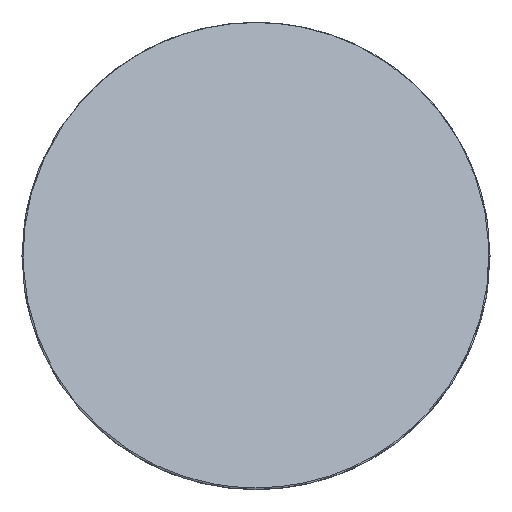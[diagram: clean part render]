
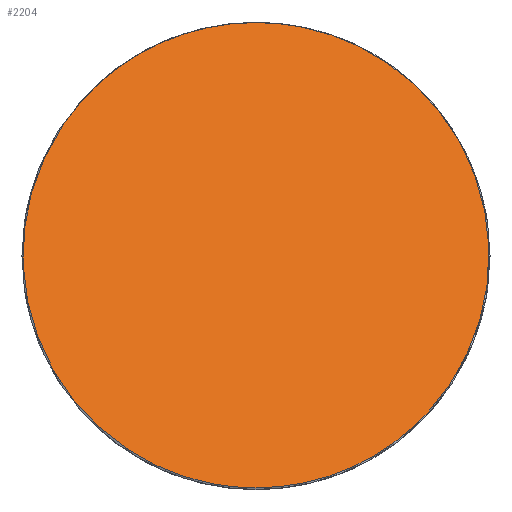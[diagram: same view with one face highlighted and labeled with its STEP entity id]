
A CAD part, top view. The second image highlights one B-rep face of the part: STEP entity #2204.
In plain terms, the highlighted planar face has unit normal (0, 0.707, 0.707).
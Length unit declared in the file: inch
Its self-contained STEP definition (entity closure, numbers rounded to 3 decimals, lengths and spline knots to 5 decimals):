
#561 = CARTESIAN_POINT ( 'NONE',  ( 0.32094, -0.94216, 1.27622 ) ) ;
#615 = CARTESIAN_POINT ( 'NONE',  ( 0.99592, 0.06804, 0.26603 ) ) ;
#668 = CARTESIAN_POINT ( 'NONE',  ( 0.32027, 0.94647, -0.6124 ) ) ;
#718 = CARTESIAN_POINT ( 'NONE',  ( -0.79188, 0.61036, -0.2763 ) ) ;
#776 = CARTESIAN_POINT ( 'NONE',  ( -0.79188, -0.6046, 0.93866 ) ) ;
#1807 = CARTESIAN_POINT ( 'NONE',  ( 0.49914, -0.86139, 1.19546 ) ) ;
#1859 = CARTESIAN_POINT ( 'NONE',  ( 0.96408, 0.26108, 0.07298 ) ) ;
#1910 = CARTESIAN_POINT ( 'NONE',  ( -0.06515, 0.99681, -0.66274 ) ) ;
#1916 = CARTESIAN_POINT ( 'NONE',  ( 0.22622, 0.97332, -0.63925 ) ) ;
#1968 = CARTESIAN_POINT ( 'NONE',  ( -0.89518, 0.4442, -0.11014 ) ) ;
#2027 = CARTESIAN_POINT ( 'NONE',  ( -0.65816, -0.74741, 1.08148 ) ) ;
#2204 = ADVANCED_FACE ( 'NONE', ( #7672 ), #12679, .T. ) ;
#3041 = CARTESIAN_POINT ( 'NONE',  ( 0.65815, -0.74741, 1.08148 ) ) ;
#3097 = CARTESIAN_POINT ( 'NONE',  ( 0.89518, 0.4442, -0.11014 ) ) ;
#3147 = CARTESIAN_POINT ( 'NONE',  ( -0.13, 0.99082, -0.65675 ) ) ;
#3153 = CARTESIAN_POINT ( 'NONE',  ( 0.06507, 0.99881, -0.66474 ) ) ;
#3205 = CARTESIAN_POINT ( 'NONE',  ( -0.96407, 0.26108, 0.07299 ) ) ;
#3267 = CARTESIAN_POINT ( 'NONE',  ( -0.49914, -0.86139, 1.19546 ) ) ;
#4326 = CARTESIAN_POINT ( 'NONE',  ( 0.79188, -0.6046, 0.93866 ) ) ;
#4381 = CARTESIAN_POINT ( 'NONE',  ( 0.79188, 0.61036, -0.2763 ) ) ;
#4433 = CARTESIAN_POINT ( 'NONE',  ( -0.25814, 0.96697, -0.63291 ) ) ;
#4492 = CARTESIAN_POINT ( 'NONE',  ( -0.99592, 0.06804, 0.26603 ) ) ;
#4546 = CARTESIAN_POINT ( 'NONE',  ( -0.35103, -0.9297, 1.26376 ) ) ;
#4550 = CARTESIAN_POINT ( 'NONE',  ( 0., -0.99304, 1.32711 ) ) ;
#5202 = CARTESIAN_POINT ( 'NONE',  ( -3.32677, 1.00039, -0.66632 ) ) ;
#5213 = EDGE_CURVE ( 'NONE', #10586, #11843, #11071, .T. ) ;
#5318 = B_SPLINE_CURVE_WITH_KNOTS ( 'NONE', 3,
 ( #5523, #12997, #15517, #8020, #561, #9289, #1807, #10549, #3041, #11811, #4326, #13053, #5574, #14295, #6827, #15572, #8073, #615, #9345, #1859, #10603, #3097, #11863, #4381, #13110, #5630, #14349, #6883, #15632, #8126, #668, #9407, #1916, #10657, #3153, #11923 ),
 .UNSPECIFIED., .F., .F.,
 ( 4, 2, 2, 2, 2, 2, 2, 2, 2, 2, 2, 2, 2, 2, 2, 2, 2, 4 ),
 ( 0.5, 0.53125, 0.5625, 0.59375, 0.625, 0.65625, 0.6875, 0.71875, 0.75, 0.78125, 0.8125, 0.84375, 0.875, 0.90625, 0.9375, 0.95313, 0.96875, 1. ),
 .UNSPECIFIED. ) ;
#5523 = CARTESIAN_POINT ( 'NONE',  ( 0., -0.99304, 1.32711 ) ) ;
#5574 = CARTESIAN_POINT ( 'NONE',  ( 0.89518, -0.43844, 0.7725 ) ) ;
#5630 = CARTESIAN_POINT ( 'NONE',  ( 0.65816, 0.75318, -0.41911 ) ) ;
#5682 = CARTESIAN_POINT ( 'NONE',  ( -0.44131, 0.89807, -0.564 ) ) ;
#5741 = CARTESIAN_POINT ( 'NONE',  ( -0.9895, -0.12751, 0.46157 ) ) ;
#5802 = CARTESIAN_POINT ( 'NONE',  ( -0.25793, -0.95961, 1.29368 ) ) ;
#6217 = ORIENTED_EDGE ( 'NONE', *, *, #13419, .T. ) ;
#6399 = EDGE_LOOP ( 'NONE', ( #9433, #6217 ) ) ;
#6446 = DIRECTION ( 'NONE',  ( 0., 0.707, 0.707 ) ) ;
#6617 = CARTESIAN_POINT ( 'NONE',  ( 0., 0.99881, -0.66474 ) ) ;
#6827 = CARTESIAN_POINT ( 'NONE',  ( 0.96407, -0.25532, 0.58938 ) ) ;
#6876 = CARTESIAN_POINT ( 'NONE',  ( -0.01632, 0.99881, -0.66474 ) ) ;
#6883 = CARTESIAN_POINT ( 'NONE',  ( 0.49914, 0.86716, -0.53309 ) ) ;
#6932 = CARTESIAN_POINT ( 'NONE',  ( -0.60747, 0.79477, -0.4607 ) ) ;
#6989 = CARTESIAN_POINT ( 'NONE',  ( -0.94505, -0.31804, 0.65211 ) ) ;
#7050 = CARTESIAN_POINT ( 'NONE',  ( -0.13045, -0.9866, 1.32067 ) ) ;
#7672 = FACE_OUTER_BOUND ( 'NONE', #6399, .T. ) ;
#8020 = CARTESIAN_POINT ( 'NONE',  ( 0.25814, -0.96121, 1.29527 ) ) ;
#8073 = CARTESIAN_POINT ( 'NONE',  ( 0.99592, -0.06227, 0.39634 ) ) ;
#8121 = CARTESIAN_POINT ( 'NONE',  ( 0., 0.99881, -0.66474 ) ) ;
#8126 = CARTESIAN_POINT ( 'NONE',  ( 0.35103, 0.93546, -0.60139 ) ) ;
#8181 = CARTESIAN_POINT ( 'NONE',  ( -0.75029, 0.66104, -0.32697 ) ) ;
#8237 = CARTESIAN_POINT ( 'NONE',  ( -0.86428, -0.49625, 0.83031 ) ) ;
#8296 = CARTESIAN_POINT ( 'NONE',  ( 0., -0.99304, 1.32711 ) ) ;
#8849 = AXIS2_PLACEMENT_3D ( 'NONE', #5202, #6446, #15187 ) ;
#9289 = CARTESIAN_POINT ( 'NONE',  ( 0.44131, -0.8923, 1.22637 ) ) ;
#9345 = CARTESIAN_POINT ( 'NONE',  ( 0.9895, 0.13327, 0.20079 ) ) ;
#9401 = CARTESIAN_POINT ( 'NONE',  ( -0.03257, 0.99841, -0.66434 ) ) ;
#9407 = CARTESIAN_POINT ( 'NONE',  ( 0.25793, 0.96538, -0.63131 ) ) ;
#9433 = ORIENTED_EDGE ( 'NONE', *, *, #5213, .T. ) ;
#9457 = CARTESIAN_POINT ( 'NONE',  ( -0.86428, 0.50201, -0.16795 ) ) ;
#9515 = CARTESIAN_POINT ( 'NONE',  ( -0.75029, -0.65527, 0.98934 ) ) ;
#10549 = CARTESIAN_POINT ( 'NONE',  ( 0.60747, -0.789, 1.12307 ) ) ;
#10586 = VERTEX_POINT ( 'NONE', #6617 ) ;
#10603 = CARTESIAN_POINT ( 'NONE',  ( 0.94505, 0.32381, 0.01026 ) ) ;
#10652 = CARTESIAN_POINT ( 'NONE',  ( -0.08142, 0.9956, -0.66154 ) ) ;
#10657 = CARTESIAN_POINT ( 'NONE',  ( 0.13045, 0.99237, -0.6583 ) ) ;
#10709 = CARTESIAN_POINT ( 'NONE',  ( -0.94505, 0.32381, 0.01026 ) ) ;
#10769 = CARTESIAN_POINT ( 'NONE',  ( -0.60747, -0.789, 1.12307 ) ) ;
#11071 = B_SPLINE_CURVE_WITH_KNOTS ( 'NONE', 3,
 ( #8121, #6876, #9401, #1910, #10652, #3147, #11919, #4433, #13159, #5682, #14405, #6932, #15681, #8181, #718, #9457, #1968, #10709, #3205, #11976, #4492, #13212, #5741, #14471, #6989, #15734, #8237, #776, #9515, #2027, #10769, #3267, #12033, #4546, #13274, #5802, #14534, #7050, #15796, #8296 ),
 .UNSPECIFIED., .F., .F.,
 ( 4, 2, 2, 2, 2, 2, 2, 2, 2, 2, 2, 2, 2, 2, 2, 2, 2, 2, 2, 4 ),
 ( 0., 0.00781, 0.01562, 0.03125, 0.0625, 0.09375, 0.125, 0.15625, 0.1875, 0.21875, 0.25, 0.28125, 0.3125, 0.34375, 0.375, 0.40625, 0.4375, 0.45312, 0.46875, 0.5 ),
 .UNSPECIFIED. ) ;
#11811 = CARTESIAN_POINT ( 'NONE',  ( 0.75029, -0.65527, 0.98934 ) ) ;
#11843 = VERTEX_POINT ( 'NONE', #4550 ) ;
#11863 = CARTESIAN_POINT ( 'NONE',  ( 0.86428, 0.50201, -0.16795 ) ) ;
#11919 = CARTESIAN_POINT ( 'NONE',  ( -0.16237, 0.98602, -0.65195 ) ) ;
#11923 = CARTESIAN_POINT ( 'NONE',  ( 0., 0.99881, -0.66474 ) ) ;
#11976 = CARTESIAN_POINT ( 'NONE',  ( -0.9895, 0.13327, 0.20079 ) ) ;
#12033 = CARTESIAN_POINT ( 'NONE',  ( -0.44131, -0.8923, 1.22637 ) ) ;
#12679 = PLANE ( 'NONE',  #8849 ) ;
#12997 = CARTESIAN_POINT ( 'NONE',  ( 0.06509, -0.99304, 1.32711 ) ) ;
#13053 = CARTESIAN_POINT ( 'NONE',  ( 0.86428, -0.49625, 0.83031 ) ) ;
#13110 = CARTESIAN_POINT ( 'NONE',  ( 0.75029, 0.66104, -0.32697 ) ) ;
#13159 = CARTESIAN_POINT ( 'NONE',  ( -0.32094, 0.94792, -0.61386 ) ) ;
#13212 = CARTESIAN_POINT ( 'NONE',  ( -0.99592, -0.06227, 0.39634 ) ) ;
#13274 = CARTESIAN_POINT ( 'NONE',  ( -0.32027, -0.9407, 1.27477 ) ) ;
#13419 = EDGE_CURVE ( 'NONE', #11843, #10586, #5318, .T. ) ;
#14295 = CARTESIAN_POINT ( 'NONE',  ( 0.94505, -0.31805, 0.65211 ) ) ;
#14349 = CARTESIAN_POINT ( 'NONE',  ( 0.60747, 0.79477, -0.4607 ) ) ;
#14405 = CARTESIAN_POINT ( 'NONE',  ( -0.49914, 0.86716, -0.53309 ) ) ;
#14471 = CARTESIAN_POINT ( 'NONE',  ( -0.96408, -0.25532, 0.58938 ) ) ;
#14534 = CARTESIAN_POINT ( 'NONE',  ( -0.22622, -0.96755, 1.30162 ) ) ;
#15187 = DIRECTION ( 'NONE',  ( 0., -0.707, 0.707 ) ) ;
#15517 = CARTESIAN_POINT ( 'NONE',  ( 0.13045, -0.9866, 1.32067 ) ) ;
#15572 = CARTESIAN_POINT ( 'NONE',  ( 0.9895, -0.12751, 0.46158 ) ) ;
#15632 = CARTESIAN_POINT ( 'NONE',  ( 0.44131, 0.89807, -0.564 ) ) ;
#15681 = CARTESIAN_POINT ( 'NONE',  ( -0.65815, 0.75318, -0.41911 ) ) ;
#15734 = CARTESIAN_POINT ( 'NONE',  ( -0.89518, -0.43844, 0.7725 ) ) ;
#15796 = CARTESIAN_POINT ( 'NONE',  ( -0.06509, -0.99304, 1.32711 ) ) ;
